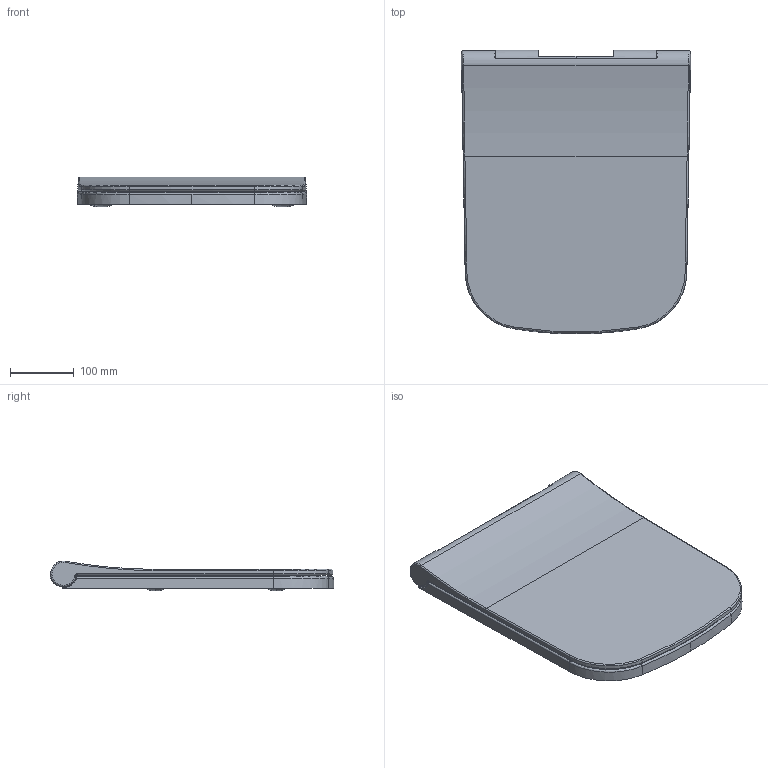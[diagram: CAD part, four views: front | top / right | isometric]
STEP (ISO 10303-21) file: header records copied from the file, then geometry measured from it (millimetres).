
FILE_DESCRIPTION(/* description */ (''),/* implementation_level */ '2;1');
FILE_NAME(/* name */ 'A0334_Slim Kapak.stp',/* time_stamp */ '2020-11-03T14:44:20+03:00',/* author */ (''),/* organization */ (''),/* preprocessor_version */ 'ST-DEVELOPER v16',/* originating_system */ 'SIEMENS PLM Software NX 11.0',/* authorisation */ '');
FILE_SCHEMA (('AUTOMOTIVE_DESIGN { 1 0 10303 214 3 1 1 1 }'));
Length unit declared in the file: millimetre
Products named in the file (1): CAN0698D77C7gtv
Bounding box: 360.1 x 445.44 x 46.97 mm (x, y, z)
Volume: 1561971.8 mm3; surface area: 559780.4 mm2
Topology: 2 solids, 6 shells, 334 faces, 819 edges, 477 vertices
Faces by surface type: bspline 155, cylinder 53, cone 50, plane 46, torus 30
Entity records: 14135 total; most frequent: CARTESIAN_POINT 7335, ORIENTED_EDGE 1590, DIRECTION 1215, EDGE_CURVE 795, AXIS2_PLACEMENT_3D 528, VERTEX_POINT 481, EDGE_LOOP 352, ADVANCED_FACE 334
